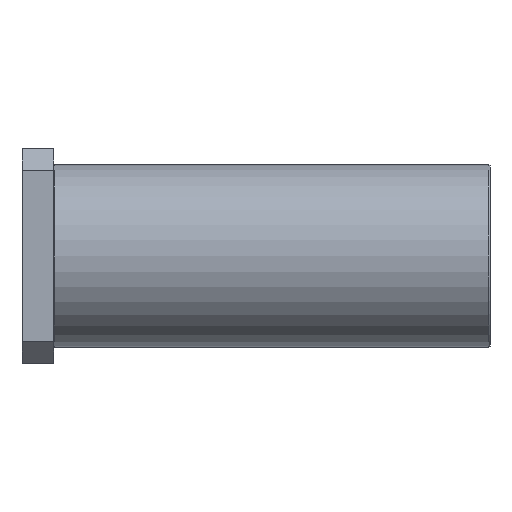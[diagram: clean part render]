
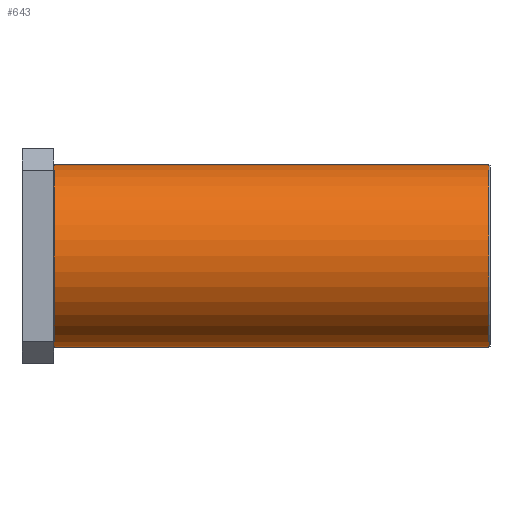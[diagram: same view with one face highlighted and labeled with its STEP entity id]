
A CAD part, front view. The second image highlights one B-rep face of the part: STEP entity #643.
In plain terms, the highlighted cylindrical face has radius 37.5 mm (diameter 75 mm), a partial arc.
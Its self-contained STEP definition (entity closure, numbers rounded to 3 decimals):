
#38 = EDGE_CURVE ( 'NONE', #133, #145, #997, .T. ) ;
#43 = EDGE_CURVE ( 'NONE', #172, #178, #990, .T. ) ;
#133 = VERTEX_POINT ( 'NONE', #1287 ) ;
#145 = VERTEX_POINT ( 'NONE', #1279 ) ;
#172 = VERTEX_POINT ( 'NONE', #1264 ) ;
#178 = VERTEX_POINT ( 'NONE', #1260 ) ;
#241 = CIRCLE ( 'NONE', #738, 37.5 ) ;
#251 = CIRCLE ( 'NONE', #699, 37.5 ) ;
#268 = FACE_OUTER_BOUND ( 'NONE', #489, .T. ) ;
#274 = CYLINDRICAL_SURFACE ( 'NONE', #706, 37.5 ) ;
#415 = EDGE_CURVE ( 'NONE', #133, #172, #241, .T. ) ;
#423 = EDGE_CURVE ( 'NONE', #178, #145, #251, .T. ) ;
#489 = EDGE_LOOP ( 'NONE', ( #870, #869, #868, #867 ) ) ;
#643 = ADVANCED_FACE ( 'NONE', ( #268 ), #274, .T. ) ;
#699 = AXIS2_PLACEMENT_3D ( 'NONE', #1165, #1151, #1150 ) ;
#706 = AXIS2_PLACEMENT_3D ( 'NONE', #1103, #1102, #1107 ) ;
#738 = AXIS2_PLACEMENT_3D ( 'NONE', #1209, #1178, #1176 ) ;
#867 = ORIENTED_EDGE ( 'NONE', *, *, #423, .T. ) ;
#868 = ORIENTED_EDGE ( 'NONE', *, *, #43, .T. ) ;
#869 = ORIENTED_EDGE ( 'NONE', *, *, #415, .T. ) ;
#870 = ORIENTED_EDGE ( 'NONE', *, *, #38, .F. ) ;
#990 = LINE ( 'NONE', #1099, #992 ) ;
#992 = VECTOR ( 'NONE', #1095, 1000. ) ;
#995 = VECTOR ( 'NONE', #1164, 1000. ) ;
#997 = LINE ( 'NONE', #1195, #995 ) ;
#1095 = DIRECTION ( 'NONE',  ( -1., 0., 0. ) ) ;
#1099 = CARTESIAN_POINT ( 'NONE',  ( 192., 0., 37.5 ) ) ;
#1102 = DIRECTION ( 'NONE',  ( -1., 0., 0. ) ) ;
#1103 = CARTESIAN_POINT ( 'NONE',  ( 192., 0., 0. ) ) ;
#1107 = DIRECTION ( 'NONE',  ( 0., 0., 1. ) ) ;
#1150 = DIRECTION ( 'NONE',  ( 0., 0., -1. ) ) ;
#1151 = DIRECTION ( 'NONE',  ( 1., 0., 0. ) ) ;
#1164 = DIRECTION ( 'NONE',  ( -1., 0., 0. ) ) ;
#1165 = CARTESIAN_POINT ( 'NONE',  ( 13.3, 0., 0. ) ) ;
#1176 = DIRECTION ( 'NONE',  ( 0., 0., -1. ) ) ;
#1178 = DIRECTION ( 'NONE',  ( -1., 0., 0. ) ) ;
#1195 = CARTESIAN_POINT ( 'NONE',  ( 192., 0., -37.5 ) ) ;
#1209 = CARTESIAN_POINT ( 'NONE',  ( 191.5, 0., 0. ) ) ;
#1260 = CARTESIAN_POINT ( 'NONE',  ( 13.3, 0., 37.5 ) ) ;
#1264 = CARTESIAN_POINT ( 'NONE',  ( 191.5, 0., 37.5 ) ) ;
#1279 = CARTESIAN_POINT ( 'NONE',  ( 13.3, 0., -37.5 ) ) ;
#1287 = CARTESIAN_POINT ( 'NONE',  ( 191.5, 0., -37.5 ) ) ;
